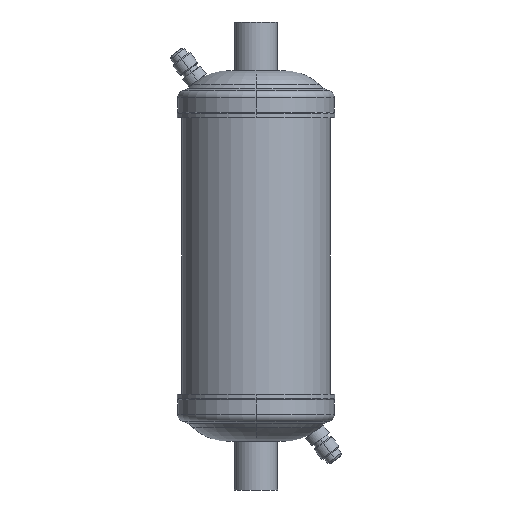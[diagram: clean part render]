
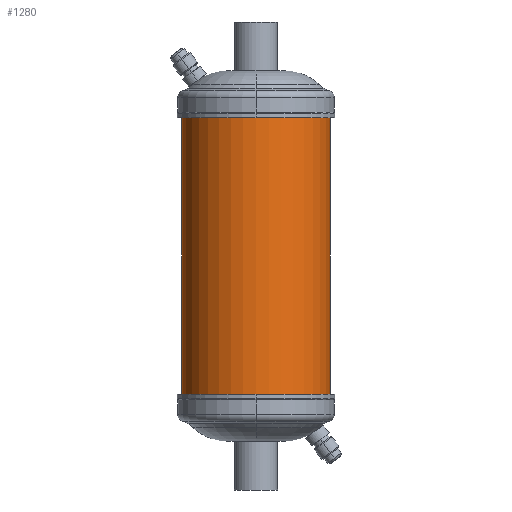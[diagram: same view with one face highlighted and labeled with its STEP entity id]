
A CAD part, front view. The second image highlights one B-rep face of the part: STEP entity #1280.
In plain terms, the highlighted cylindrical face has radius 38.1 mm (diameter 76.2 mm), a partial arc.
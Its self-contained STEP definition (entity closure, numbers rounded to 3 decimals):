
#123 = CYLINDRICAL_SURFACE ( 'NONE', #2575, 38.1 ) ;
#228 = ORIENTED_EDGE ( 'NONE', *, *, #959, .F. ) ;
#240 = DIRECTION ( 'NONE',  ( 0., 0., 1. ) ) ;
#308 = CARTESIAN_POINT ( 'NONE',  ( 0., 0., 82. ) ) ;
#379 = VERTEX_POINT ( 'NONE', #2225 ) ;
#513 = VECTOR ( 'NONE', #2517, 1000. ) ;
#626 = VECTOR ( 'NONE', #1170, 1000. ) ;
#698 = EDGE_LOOP ( 'NONE', ( #1082, #1465, #1233, #228 ) ) ;
#718 = VERTEX_POINT ( 'NONE', #1980 ) ;
#762 = CARTESIAN_POINT ( 'NONE',  ( -38.1, 0., 82. ) ) ;
#769 = LINE ( 'NONE', #1193, #513 ) ;
#841 = DIRECTION ( 'NONE',  ( -1., 0., 0. ) ) ;
#894 = CARTESIAN_POINT ( 'NONE',  ( 38.1, 0., 71. ) ) ;
#959 = EDGE_CURVE ( 'NONE', #2748, #379, #2259, .T. ) ;
#1029 = DIRECTION ( 'NONE',  ( 0., 0., -1. ) ) ;
#1080 = CARTESIAN_POINT ( 'NONE',  ( 0., 0., -71. ) ) ;
#1082 = ORIENTED_EDGE ( 'NONE', *, *, #1264, .F. ) ;
#1124 = DIRECTION ( 'NONE',  ( 1., 0., 0. ) ) ;
#1170 = DIRECTION ( 'NONE',  ( 0., 0., -1. ) ) ;
#1193 = CARTESIAN_POINT ( 'NONE',  ( 38.1, 0., 82. ) ) ;
#1206 = EDGE_CURVE ( 'NONE', #718, #2108, #1874, .T. ) ;
#1210 = DIRECTION ( 'NONE',  ( -1., 0., 0. ) ) ;
#1233 = ORIENTED_EDGE ( 'NONE', *, *, #2645, .T. ) ;
#1264 = EDGE_CURVE ( 'NONE', #2108, #2748, #769, .T. ) ;
#1280 = ADVANCED_FACE ( 'NONE', ( #1444 ), #123, .T. ) ;
#1379 = AXIS2_PLACEMENT_3D ( 'NONE', #2183, #240, #1124 ) ;
#1444 = FACE_OUTER_BOUND ( 'NONE', #698, .T. ) ;
#1463 = CARTESIAN_POINT ( 'NONE',  ( 38.1, 0., -71. ) ) ;
#1465 = ORIENTED_EDGE ( 'NONE', *, *, #1206, .F. ) ;
#1780 = AXIS2_PLACEMENT_3D ( 'NONE', #1080, #1029, #841 ) ;
#1874 = CIRCLE ( 'NONE', #1379, 38.1 ) ;
#1980 = CARTESIAN_POINT ( 'NONE',  ( -38.1, 0., 71. ) ) ;
#2108 = VERTEX_POINT ( 'NONE', #894 ) ;
#2183 = CARTESIAN_POINT ( 'NONE',  ( 0., 0., 71. ) ) ;
#2225 = CARTESIAN_POINT ( 'NONE',  ( -38.1, 0., -71. ) ) ;
#2259 = CIRCLE ( 'NONE', #1780, 38.1 ) ;
#2266 = DIRECTION ( 'NONE',  ( 0., 0., -1. ) ) ;
#2517 = DIRECTION ( 'NONE',  ( 0., 0., -1. ) ) ;
#2575 = AXIS2_PLACEMENT_3D ( 'NONE', #308, #2266, #1210 ) ;
#2645 = EDGE_CURVE ( 'NONE', #718, #379, #2673, .T. ) ;
#2673 = LINE ( 'NONE', #762, #626 ) ;
#2748 = VERTEX_POINT ( 'NONE', #1463 ) ;
